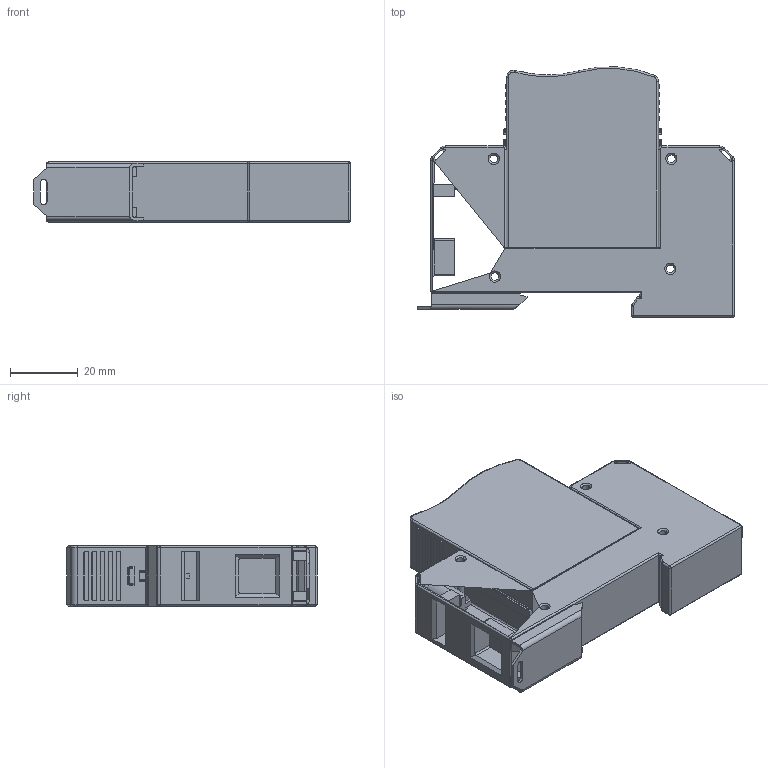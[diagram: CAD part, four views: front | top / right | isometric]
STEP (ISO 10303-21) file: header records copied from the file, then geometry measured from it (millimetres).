
FILE_DESCRIPTION((''),'2;1');
FILE_NAME('ASM0003_ASM','2020-12-22T',('marketing.praksa'),('Audax d.o.o.'),'CREO PARAMETRIC BY PTC INC, 2017480','CREO PARAMETRIC BY PTC INC, 2017480','');
FILE_SCHEMA(('AUTOMOTIVE_DESIGN { 1 0 10303 214 1 1 1 1 }'));
Length unit declared in the file: millimetre
Products named in the file (12): BAZA_1TE_B2S_ZASKOK_19_1_2_1; BAZA_1TE_B2S_ZASKOK_19_1_2_2; BAZA_1TE_B2S_ZASKOK_19_1_2_3; BAZA_1TE_B2S_ZASKOK_19_1_2_ASM; MODUL_OUTER_S_SHAPE_B2S_10_1__4; OUTER_1TE_S_SHAPE_B2S_ASM_3_1_ASM; TMP_DWG_65_1_1_1_2_1_2; TMP_DWG_65_1_2_1_2_1_2; TMP_DWG_65_1_3_1_2_1_2; ASM0008_1_ASM; ASM0004_ASM; ASM0003_ASM
Assembly tree (11 placements, depth 4):
  ASM0003_ASM
    OUTER_1TE_S_SHAPE_B2S_ASM_3_1_ASM
      BAZA_1TE_B2S_ZASKOK_19_1_2_ASM
        BAZA_1TE_B2S_ZASKOK_19_1_2_1
        BAZA_1TE_B2S_ZASKOK_19_1_2_2
        BAZA_1TE_B2S_ZASKOK_19_1_2_3
      MODUL_OUTER_S_SHAPE_B2S_10_1__4
    ASM0004_ASM
      ASM0008_1_ASM
        TMP_DWG_65_1_1_1_2_1_2
        TMP_DWG_65_1_2_1_2_1_2
        TMP_DWG_65_1_3_1_2_1_2
Bounding box: 93.9 x 74.14 x 17.8 mm (x, y, z)
Volume: 88190.1 mm3; surface area: 25236.5 mm2
Topology: 7 solids, 7 shells, 602 faces, 1618 edges, 1046 vertices
Faces by surface type: plane 342, cylinder 190, torus 28, cone 20, sphere 14, bspline 8
Entity records: 28546 total; most frequent: CARTESIAN_POINT 3954, ORIENTED_EDGE 3208, DIRECTION 3190, PRESENTATION_STYLE_ASSIGNMENT 2066, STYLED_ITEM 2020, EDGE_CURVE 1604, CURVE_STYLE 1460, AXIS2_PLACEMENT_3D 1075
